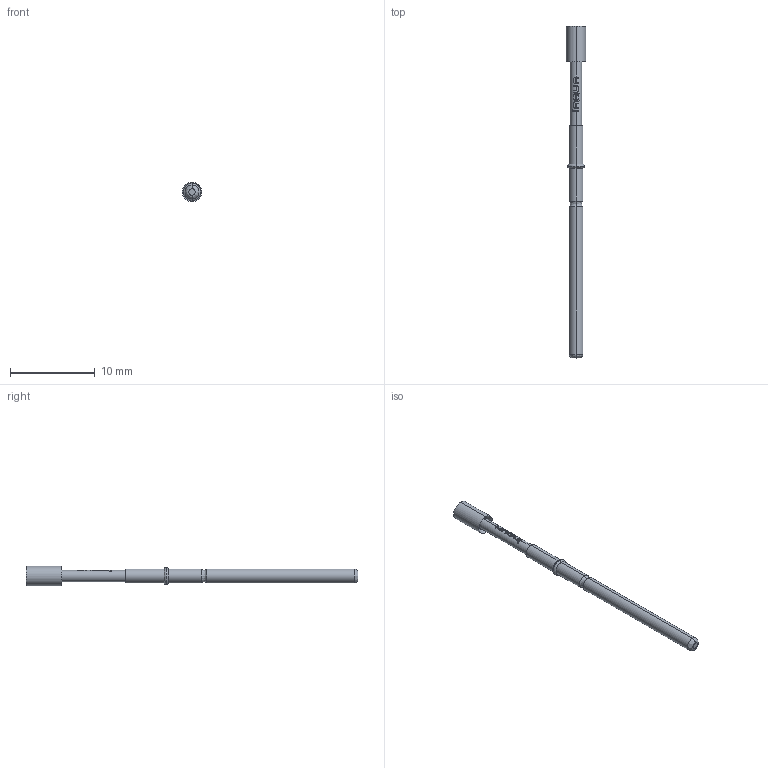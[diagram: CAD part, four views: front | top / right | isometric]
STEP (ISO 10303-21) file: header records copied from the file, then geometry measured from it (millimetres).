
FILE_DESCRIPTION (( 'STEP AP203' ), '1' );
FILE_NAME ('INGUN_GKS-422_006_230X_xx05_0.STEP', '2017-10-25T07:23:05', ( '' ), ( '' ), 'SwSTEP 2.0', 'SolidWorks 2016', '' );
FILE_SCHEMA (( 'CONFIG_CONTROL_DESIGN' ));
Length unit declared in the file: millimetre
Products named in the file (2): INGUN_GKS-422_006_230X_xx05_0
Bounding box: 2.3 x 39.2 x 2.3 mm (x, y, z)
Volume: 82.5 mm3; surface area: 263.3 mm2
Topology: 2 solids, 2 shells, 184 faces, 452 edges, 277 vertices
Faces by surface type: plane 103, cylinder 35, bspline 30, cone 16
Entity records: 5884 total; most frequent: CARTESIAN_POINT 1729, ORIENTED_EDGE 904, DIRECTION 754, EDGE_CURVE 452, AXIS2_PLACEMENT_3D 290, VERTEX_POINT 277, EDGE_LOOP 191, FACE_OUTER_BOUND 184
